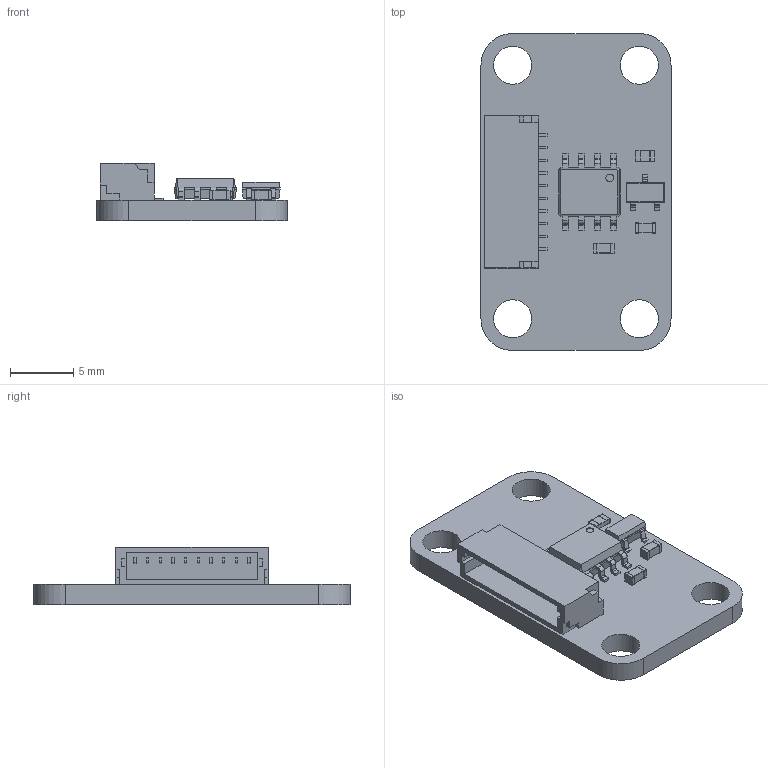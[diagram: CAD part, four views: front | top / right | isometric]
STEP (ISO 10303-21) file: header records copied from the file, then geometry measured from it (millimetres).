
FILE_DESCRIPTION(('FreeCAD Model'),'2;1');
FILE_NAME( 'hall_effect.step', '2017-07-31T16:14:16',('kicad StepUp'),('ksu MCAD'), 'Open CASCADE STEP processor 6.8','FreeCAD','Unknown');
FILE_SCHEMA(('AUTOMOTIVE_DESIGN_CC2 { 1 2 10303 214 -1 1 5 4 }'));
Length unit declared in the file: millimetre
Products named in the file (7): Pcb; SC-59-HallEffect_; soic_8_39x49_p127_; R_0603_; SM10B-SRSS_; C_0603_; C_0603_001
Bounding box: 15 x 25 x 4.5 mm (x, y, z)
Volume: 666 mm3; surface area: 1286.7 mm2
Topology: 7 solids, 7 shells, 464 faces, 1230 edges, 796 vertices
Faces by surface type: plane 347, cylinder 85, bspline 32
Full cylindrical faces by diameter (mm): 0.6 x1, 3 x4
Entity records: 17369 total; most frequent: CARTESIAN_POINT 2619, ORIENTED_EDGE 2460, DIRECTION 2234, EDGE_CURVE 1230, LINE 1028, VECTOR 1028, VERTEX_POINT 796, AXIS2_PLACEMENT_3D 603
